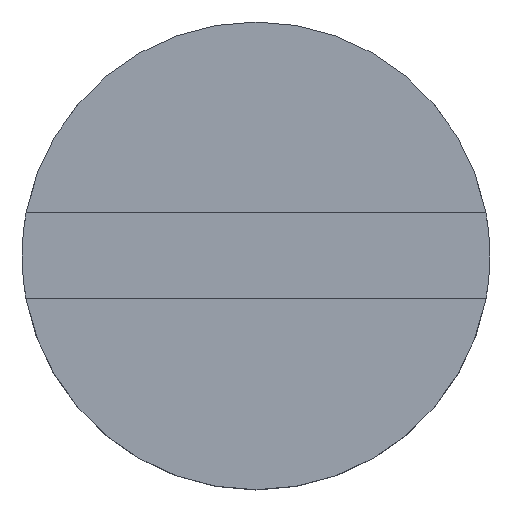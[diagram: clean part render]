
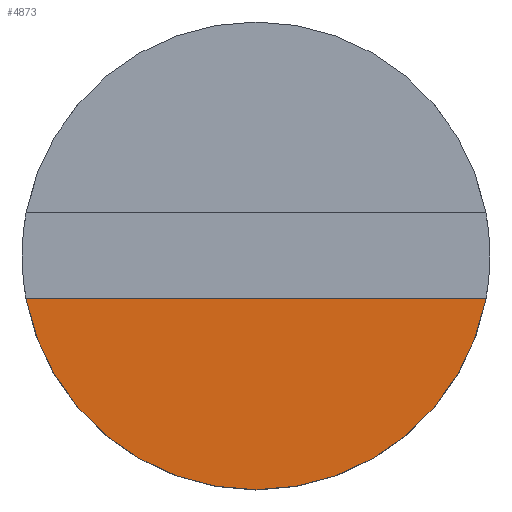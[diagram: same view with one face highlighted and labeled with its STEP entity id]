
A CAD part, top view. The second image highlights one B-rep face of the part: STEP entity #4873.
In plain terms, the highlighted planar face has unit normal (0, 0, 1).
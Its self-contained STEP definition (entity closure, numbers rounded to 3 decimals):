
#10 = CARTESIAN_POINT ( 'NONE',  ( 1.867, -0.35, 1.3 ) ) ;
#79 = VERTEX_POINT ( 'NONE', #10 ) ;
#184 = EDGE_CURVE ( 'NONE', #504, #79, #353, .T. ) ;
#353 = CIRCLE ( 'NONE', #3446, 1.9 ) ;
#504 = VERTEX_POINT ( 'NONE', #761 ) ;
#530 = FACE_OUTER_BOUND ( 'NONE', #2418, .T. ) ;
#726 = EDGE_CURVE ( 'NONE', #504, #79, #3809, .T. ) ;
#761 = CARTESIAN_POINT ( 'NONE',  ( -1.867, -0.35, 1.3 ) ) ;
#1232 = PLANE ( 'NONE',  #4364 ) ;
#1255 = DIRECTION ( 'NONE',  ( 1., 0., 0. ) ) ;
#1655 = DIRECTION ( 'NONE',  ( 0., 0., 1. ) ) ;
#1660 = DIRECTION ( 'NONE',  ( 0., 0., 1. ) ) ;
#1859 = ORIENTED_EDGE ( 'NONE', *, *, #184, .T. ) ;
#1946 = VECTOR ( 'NONE', #2213, 1000. ) ;
#2193 = CARTESIAN_POINT ( 'NONE',  ( 0., -0.35, 1.3 ) ) ;
#2213 = DIRECTION ( 'NONE',  ( 1., 0., 0. ) ) ;
#2418 = EDGE_LOOP ( 'NONE', ( #3629, #1859 ) ) ;
#3446 = AXIS2_PLACEMENT_3D ( 'NONE', #4288, #1660, #1255 ) ;
#3629 = ORIENTED_EDGE ( 'NONE', *, *, #726, .F. ) ;
#3809 = LINE ( 'NONE', #2193, #1946 ) ;
#4288 = CARTESIAN_POINT ( 'NONE',  ( 0., 0., 1.3 ) ) ;
#4343 = DIRECTION ( 'NONE',  ( 1., 0., 0. ) ) ;
#4364 = AXIS2_PLACEMENT_3D ( 'NONE', #4696, #1655, #4343 ) ;
#4696 = CARTESIAN_POINT ( 'NONE',  ( 0., 0., 1.3 ) ) ;
#4873 = ADVANCED_FACE ( 'NONE', ( #530 ), #1232, .T. ) ;
